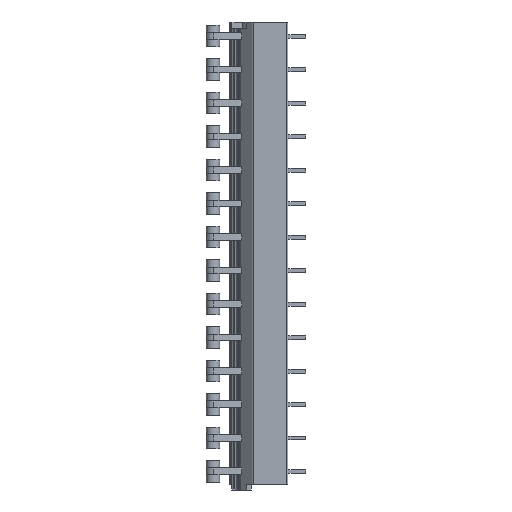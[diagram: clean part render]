
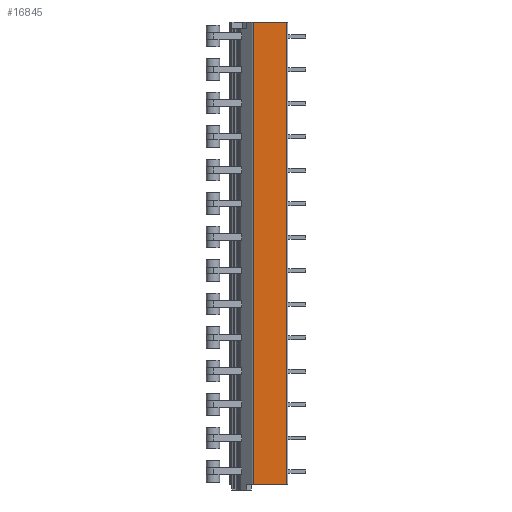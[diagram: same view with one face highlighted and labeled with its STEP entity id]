
A CAD part, left-side view. The second image highlights one B-rep face of the part: STEP entity #16845.
In plain terms, the highlighted planar face has unit normal (-1, 0, 0).
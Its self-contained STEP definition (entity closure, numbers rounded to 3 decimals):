
#30=DIRECTION('',(0.,-1.,0.));
#31=VECTOR('',#30,7.471);
#32=CARTESIAN_POINT('',(0.,7.671,-100.3));
#33=LINE('',#32,#31);
#310=DIRECTION('',(0.,-1.,0.));
#311=VECTOR('',#310,7.471);
#312=CARTESIAN_POINT('',(0.,7.671,3.2));
#313=LINE('',#312,#311);
#563=DIRECTION('',(0.,0.,1.));
#564=VECTOR('',#563,103.5);
#565=CARTESIAN_POINT('',(0.,7.671,-100.3));
#566=LINE('',#565,#564);
#567=DIRECTION('',(0.,0.,1.));
#568=VECTOR('',#567,103.5);
#569=CARTESIAN_POINT('',(0.,0.2,-100.3));
#570=LINE('',#569,#568);
#13227=CARTESIAN_POINT('',(0.,7.671,-100.3));
#13229=VERTEX_POINT('',#13227);
#13230=CARTESIAN_POINT('',(0.,0.2,-100.3));
#13231=VERTEX_POINT('',#13230);
#13347=CARTESIAN_POINT('',(0.,7.671,3.2));
#13349=VERTEX_POINT('',#13347);
#13350=CARTESIAN_POINT('',(0.,0.2,3.2));
#13351=VERTEX_POINT('',#13350);
#16833=CARTESIAN_POINT('',(0.,7.671,-100.3));
#16834=DIRECTION('',(-1.,0.,0.));
#16835=DIRECTION('',(0.,-1.,0.));
#16836=AXIS2_PLACEMENT_3D('',#16833,#16834,#16835);
#16837=PLANE('',#16836);
#16838=ORIENTED_EDGE('',*,*,#16827,.T.);
#16839=ORIENTED_EDGE('',*,*,#16665,.T.);
#16841=ORIENTED_EDGE('',*,*,#16840,.F.);
#16842=ORIENTED_EDGE('',*,*,#16465,.F.);
#16843=EDGE_LOOP('',(#16838,#16839,#16841,#16842));
#16844=FACE_OUTER_BOUND('',#16843,.F.);
#16845=ADVANCED_FACE('',(#16844),#16837,.T.);
#16465=EDGE_CURVE('',#13229,#13231,#33,.T.);
#16665=EDGE_CURVE('',#13349,#13351,#313,.T.);
#16827=EDGE_CURVE('',#13229,#13349,#566,.T.);
#16840=EDGE_CURVE('',#13231,#13351,#570,.T.);
